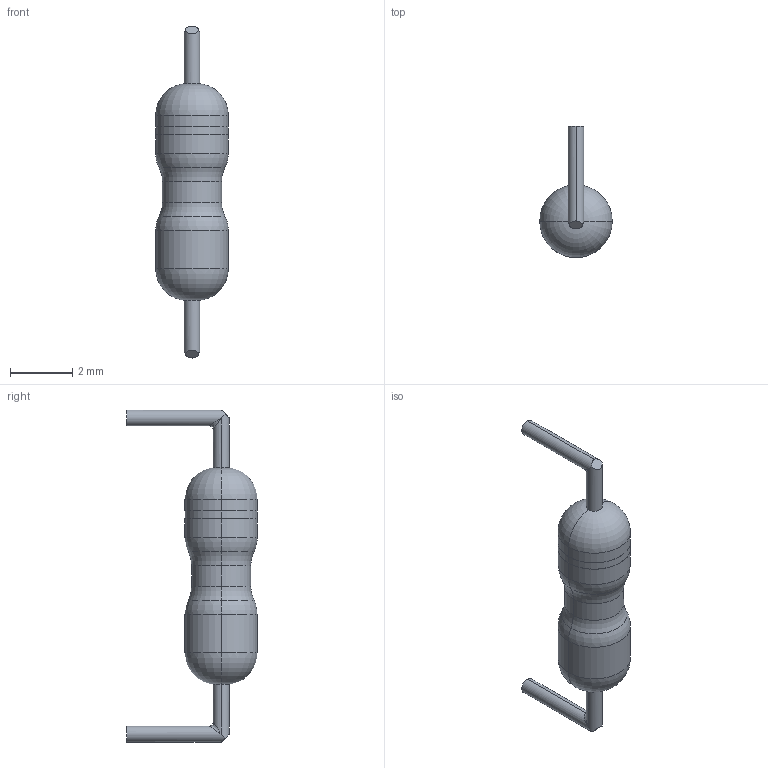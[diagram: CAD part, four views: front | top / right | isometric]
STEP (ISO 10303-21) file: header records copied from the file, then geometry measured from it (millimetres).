
FILE_DESCRIPTION (( 'STEP AP214' ), '1' );
FILE_NAME ('User Library-Resistor2.STEP', '2010-10-17T13:53:47', ( 'sysAdmin' ), ( 'SolidWorks' ), 'SwSTEP 2.0', 'SolidWorks 2010', '' );
FILE_SCHEMA (( 'AUTOMOTIVE_DESIGN' ));
Length unit declared in the file: inch
Products named in the file (1): User Library-Resistor2
Bounding box: 2.34 x 4.22 x 10.69 mm (x, y, z)
Volume: 26.9 mm3; surface area: 65.6 mm2
Topology: 1 solids, 1 shells, 38 faces, 82 edges, 44 vertices
Faces by surface type: cylinder 18, torus 12, plane 6, bspline 2
Entity records: 1578 total; most frequent: CARTESIAN_POINT 473, DIRECTION 180, ORIENTED_EDGE 156, AXIS2_PLACEMENT_3D 81, EDGE_CURVE 78, CIRCLE 44, VERTEX_POINT 44, EDGE_LOOP 40
